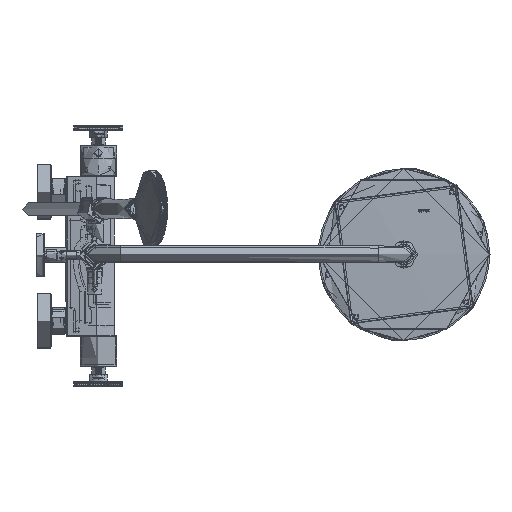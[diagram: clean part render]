
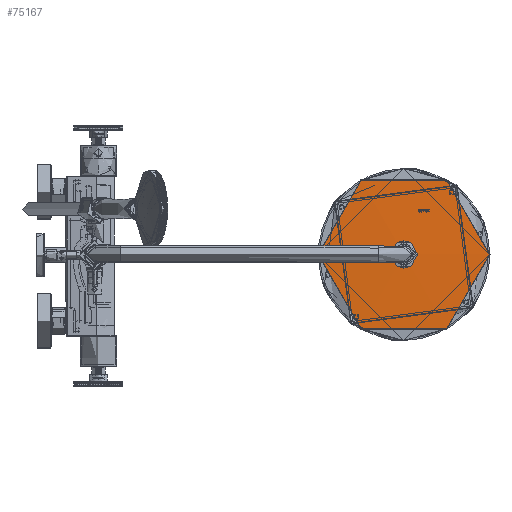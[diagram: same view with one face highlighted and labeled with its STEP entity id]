
A CAD part, top view. The second image highlights one B-rep face of the part: STEP entity #75167.
In plain terms, the highlighted spherical face has radius 3234.33 mm.
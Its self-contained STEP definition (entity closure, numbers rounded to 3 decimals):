
#175=SPHERICAL_SURFACE('',#100913,3234.333);
#16785=ORIENTED_EDGE('',*,*,#35501,.T.);
#16786=ORIENTED_EDGE('',*,*,#35502,.T.);
#35501=EDGE_CURVE('',#45758,#45758,#52956,.T.);
#35502=EDGE_CURVE('',#45759,#45759,#52957,.T.);
#45758=VERTEX_POINT('',#135875);
#45759=VERTEX_POINT('',#135877);
#52956=CIRCLE('',#100914,14.151);
#52957=CIRCLE('',#100915,100.166);
#59799=EDGE_LOOP('',(#16785));
#59800=EDGE_LOOP('',(#16786));
#67878=FACE_BOUND('',#59799,.T.);
#67879=FACE_BOUND('',#59800,.T.);
#75167=ADVANCED_FACE('',(#67878,#67879),#175,.T.);
#100913=AXIS2_PLACEMENT_3D('',#135873,#114208,#114209);
#100914=AXIS2_PLACEMENT_3D('',#135874,#114210,#114211);
#100915=AXIS2_PLACEMENT_3D('',#135876,#114212,#114213);
#114208=DIRECTION('',(0.,1.,0.));
#114209=DIRECTION('',(0.,0.,-1.));
#114210=DIRECTION('',(0.,0.,-1.));
#114211=DIRECTION('',(-1.,0.,0.));
#114212=DIRECTION('',(0.,0.,1.));
#114213=DIRECTION('',(1.,0.,0.));
#135873=CARTESIAN_POINT('',(0.,0.,
-3233.333));
#135874=CARTESIAN_POINT('',(0.,0.,
0.969));
#135875=CARTESIAN_POINT('',(-14.151,0.,0.969));
#135876=CARTESIAN_POINT('',(0.,0.,-0.551));
#135877=CARTESIAN_POINT('',(100.166,0.,-0.551));
